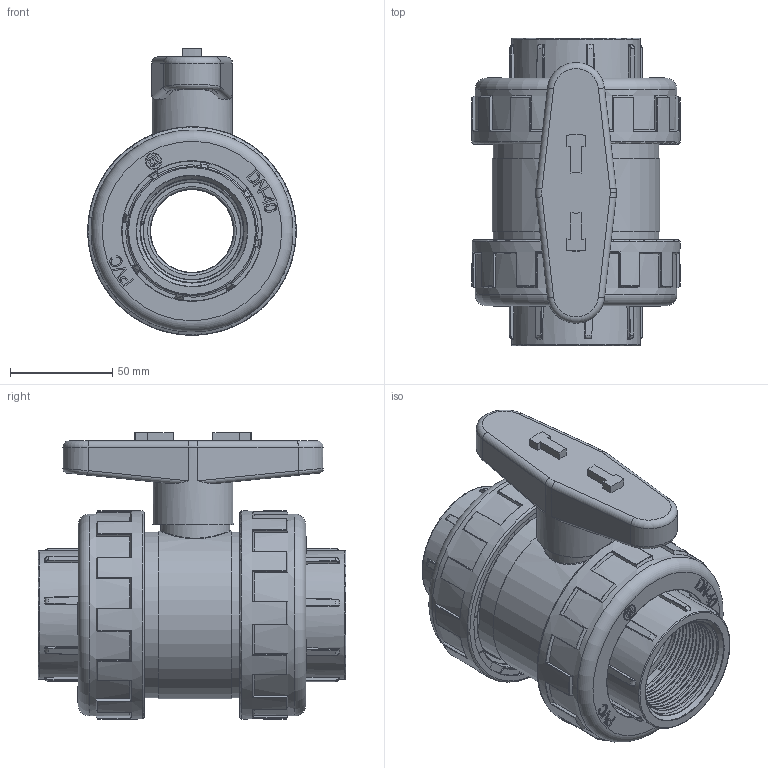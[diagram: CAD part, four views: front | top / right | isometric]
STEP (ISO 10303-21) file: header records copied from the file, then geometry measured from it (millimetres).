
FILE_DESCRIPTION( ( 'Unknown' ), '1' );
FILE_NAME( '1053050.stp', 'Unknown', ( 'Unknown' ), ( 'Unknown' ), 'PSStep 16.0.42', 'Unknown', ' ' );
FILE_SCHEMA( ( 'AUTOMOTIVE_DESIGN { 1 0 10303 214 1 1 1 1 }' ) );
Length unit declared in the file: millimetre
Products named in the file (5): Assem1; Maneta v_bola ø 50-1½'' CR_ENS_0; Tuerca v_bola ø 50-1½ CR_ENS_0; Manguito roscado ø50; Cuerpo valv.bola ø 50 C.R.Rev.0
Assembly tree (6 placements, depth 2):
  Assem1
    Maneta v_bola ø 50-1½'' CR_ENS_0
    Tuerca v_bola ø 50-1½ CR_ENS_0  x2
    Manguito roscado ø50  x2
    Cuerpo valv.bola ø 50 C.R.Rev.0
Bounding box: 102 x 150.5 x 140.15 mm (x, y, z)
Volume: 512370.9 mm3; surface area: 175444.5 mm2
Topology: 6 solids, 6 shells, 1589 faces, 3998 edges, 2428 vertices
Faces by surface type: cylinder 530, plane 468, torus 242, bspline 195, sphere 76, cone 58, extrusion 20
Full cylindrical faces by diameter (mm): 7.36 x2, 8 x2, 21.5 x1, 34 x2, 39.5 x1, 40.5 x1, 41 x2, 43.5 x1, 49 x1, 50.3 x24, 50.336 x1, 51 x1, 54.3 x2, 57 x1, 59.336 x1, 63 x2, 65 x1, 68.5 x2, 75.5 x2, 76.8 x2, 81 x2, 82 x1, 86.8 x8, 94.5 x2, 98.8 x2, 102 x2
Entity records: 57348 total; most frequent: CARTESIAN_POINT 31265, ORIENTED_EDGE 4072, DIRECTION 3932, EDGE_CURVE 2036, AXIS2_PLACEMENT_3D 1531, VERTEX_POINT 1273, EDGE_LOOP 931, FACE_OUTER_BOUND 889
